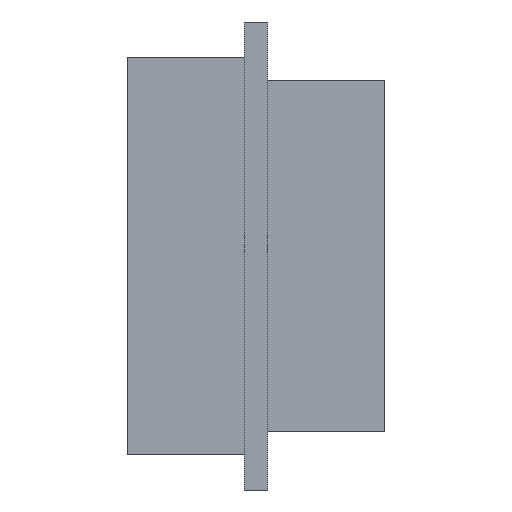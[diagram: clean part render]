
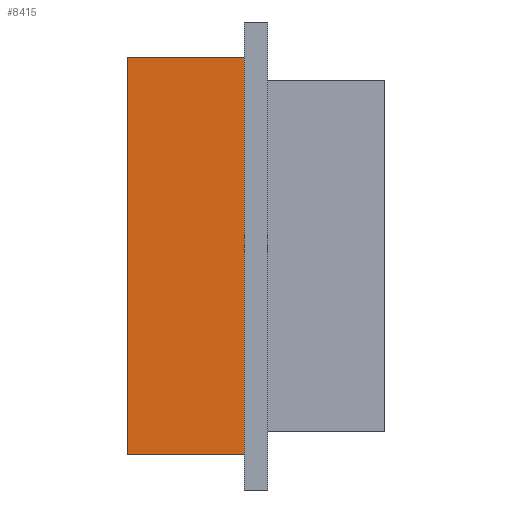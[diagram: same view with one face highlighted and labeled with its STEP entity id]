
A CAD part, left-side view. The second image highlights one B-rep face of the part: STEP entity #8415.
In plain terms, the highlighted planar face has unit normal (-1, 0, 0).
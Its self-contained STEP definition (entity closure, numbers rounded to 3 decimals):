
#332 = LINE ( 'NONE', #9049, #5639 ) ;
#337 = EDGE_LOOP ( 'NONE', ( #9897, #10559, #7063, #878 ) ) ;
#397 = DIRECTION ( 'NONE',  ( 0., -1., 0. ) ) ;
#649 = DIRECTION ( 'NONE',  ( 0., 0., 1. ) ) ;
#878 = ORIENTED_EDGE ( 'NONE', *, *, #4647, .T. ) ;
#913 = EDGE_CURVE ( 'NONE', #6130, #6084, #7398, .T. ) ;
#1369 = FACE_OUTER_BOUND ( 'NONE', #337, .T. ) ;
#1487 = EDGE_CURVE ( 'NONE', #10341, #7032, #10190, .T. ) ;
#1549 = CARTESIAN_POINT ( 'NONE',  ( -20., 110., -150. ) ) ;
#1890 = DIRECTION ( 'NONE',  ( 0., -1., 0. ) ) ;
#2590 = CARTESIAN_POINT ( 'NONE',  ( -20., 60., -150. ) ) ;
#3362 = VECTOR ( 'NONE', #649, 1000. ) ;
#4090 = CARTESIAN_POINT ( 'NONE',  ( -20., 110., -150. ) ) ;
#4647 = EDGE_CURVE ( 'NONE', #10341, #6130, #332, .T. ) ;
#5306 = PLANE ( 'NONE',  #6251 ) ;
#5639 = VECTOR ( 'NONE', #397, 1000. ) ;
#6084 = VERTEX_POINT ( 'NONE', #10481 ) ;
#6130 = VERTEX_POINT ( 'NONE', #10903 ) ;
#6251 = AXIS2_PLACEMENT_3D ( 'NONE', #1549, #9086, #11104 ) ;
#6444 = VECTOR ( 'NONE', #1890, 1000. ) ;
#7032 = VERTEX_POINT ( 'NONE', #8355 ) ;
#7063 = ORIENTED_EDGE ( 'NONE', *, *, #1487, .F. ) ;
#7358 = CARTESIAN_POINT ( 'NONE',  ( -20., 110., -150. ) ) ;
#7398 = LINE ( 'NONE', #2590, #11925 ) ;
#7720 = CARTESIAN_POINT ( 'NONE',  ( -20., 110., 20. ) ) ;
#8011 = EDGE_CURVE ( 'NONE', #7032, #6084, #10492, .T. ) ;
#8355 = CARTESIAN_POINT ( 'NONE',  ( -20., 110., 20. ) ) ;
#8415 = ADVANCED_FACE ( 'NONE', ( #1369 ), #5306, .F. ) ;
#9049 = CARTESIAN_POINT ( 'NONE',  ( -20., 110., -150. ) ) ;
#9086 = DIRECTION ( 'NONE',  ( 1., 0., 0. ) ) ;
#9350 = DIRECTION ( 'NONE',  ( 0., 0., 1. ) ) ;
#9897 = ORIENTED_EDGE ( 'NONE', *, *, #913, .T. ) ;
#10190 = LINE ( 'NONE', #7358, #3362 ) ;
#10341 = VERTEX_POINT ( 'NONE', #4090 ) ;
#10481 = CARTESIAN_POINT ( 'NONE',  ( -20., 60., 20. ) ) ;
#10492 = LINE ( 'NONE', #7720, #6444 ) ;
#10559 = ORIENTED_EDGE ( 'NONE', *, *, #8011, .F. ) ;
#10903 = CARTESIAN_POINT ( 'NONE',  ( -20., 60., -150. ) ) ;
#11104 = DIRECTION ( 'NONE',  ( 0., 0., -1. ) ) ;
#11925 = VECTOR ( 'NONE', #9350, 1000. ) ;
